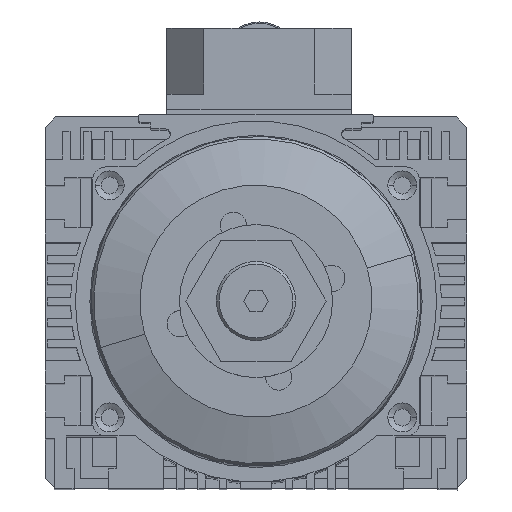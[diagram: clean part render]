
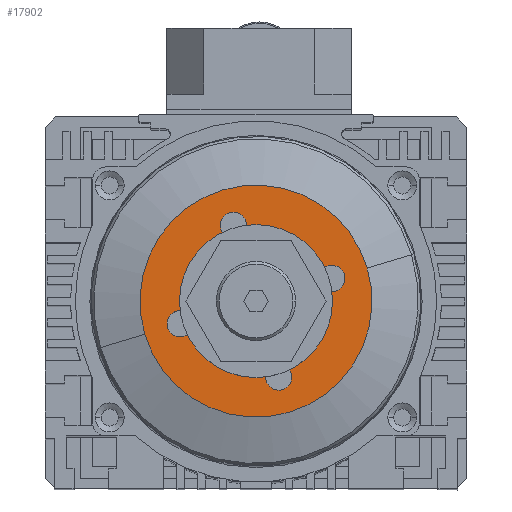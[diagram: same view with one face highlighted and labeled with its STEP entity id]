
A CAD part, top view. The second image highlights one B-rep face of the part: STEP entity #17902.
In plain terms, the highlighted face is planar.
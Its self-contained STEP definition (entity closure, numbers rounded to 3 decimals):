
#239 = CARTESIAN_POINT ( 'NONE',  ( 508.43, 483.069, -30. ) ) ;
#248 = CARTESIAN_POINT ( 'NONE',  ( 508.43, 483.069, 35. ) ) ;
#871 = CARTESIAN_POINT ( 'NONE',  ( 508.43, 483.069, -25. ) ) ;
#916 = FACE_BOUND ( 'NONE', #13505, .T. ) ;
#1043 = EDGE_CURVE ( 'NONE', #12307, #4045, #17744, .T. ) ;
#1391 = DIRECTION ( 'NONE',  ( 0., 0., -1. ) ) ;
#1445 = CARTESIAN_POINT ( 'NONE',  ( 508.43, 453.069, 0. ) ) ;
#1575 = AXIS2_PLACEMENT_3D ( 'NONE', #18384, #16989, #14107 ) ;
#1684 = AXIS2_PLACEMENT_3D ( 'NONE', #3180, #10508, #4737 ) ;
#1915 = CARTESIAN_POINT ( 'NONE',  ( 508.43, 483.069, 44. ) ) ;
#2305 = DIRECTION ( 'NONE',  ( 1., 0., 0. ) ) ;
#2407 = AXIS2_PLACEMENT_3D ( 'NONE', #18452, #6620, #18513 ) ;
#2431 = DIRECTION ( 'NONE',  ( 0., 0., -1. ) ) ;
#2523 = DIRECTION ( 'NONE',  ( 0., 0., 1. ) ) ;
#2531 = FACE_BOUND ( 'NONE', #4762, .T. ) ;
#2657 = DIRECTION ( 'NONE',  ( -1., 0., 0. ) ) ;
#2847 = DIRECTION ( 'NONE',  ( 0., 0., -1. ) ) ;
#2894 = CARTESIAN_POINT ( 'NONE',  ( 508.43, 453.069, -5. ) ) ;
#2970 = DIRECTION ( 'NONE',  ( 1., 0., 0. ) ) ;
#3180 = CARTESIAN_POINT ( 'NONE',  ( 508.43, 453.069, 0. ) ) ;
#3290 = EDGE_CURVE ( 'NONE', #6695, #4940, #16267, .T. ) ;
#3369 = EDGE_CURVE ( 'NONE', #4045, #12307, #18637, .T. ) ;
#3544 = ORIENTED_EDGE ( 'NONE', *, *, #11809, .F. ) ;
#3887 = CARTESIAN_POINT ( 'NONE',  ( 508.43, 527.069, 0. ) ) ;
#3912 = CIRCLE ( 'NONE', #13747, 44. ) ;
#3982 = CARTESIAN_POINT ( 'NONE',  ( 508.43, 453.069, 5. ) ) ;
#4030 = CIRCLE ( 'NONE', #1575, 5. ) ;
#4045 = VERTEX_POINT ( 'NONE', #2894 ) ;
#4225 = CARTESIAN_POINT ( 'NONE',  ( 508.43, 483.069, 25. ) ) ;
#4296 = AXIS2_PLACEMENT_3D ( 'NONE', #1445, #7327, #10250 ) ;
#4417 = CIRCLE ( 'NONE', #6016, 5. ) ;
#4606 = CIRCLE ( 'NONE', #15075, 5. ) ;
#4737 = DIRECTION ( 'NONE',  ( 0., 0., -1. ) ) ;
#4762 = EDGE_LOOP ( 'NONE', ( #13423, #3544 ) ) ;
#4940 = VERTEX_POINT ( 'NONE', #1915 ) ;
#5287 = FACE_BOUND ( 'NONE', #13598, .T. ) ;
#5619 = CARTESIAN_POINT ( 'NONE',  ( 508.43, 483.069, -44. ) ) ;
#5680 = CARTESIAN_POINT ( 'NONE',  ( 508.43, 483.069, -35. ) ) ;
#6016 = AXIS2_PLACEMENT_3D ( 'NONE', #239, #13514, #13378 ) ;
#6160 = EDGE_LOOP ( 'NONE', ( #12329, #17458 ) ) ;
#6298 = VERTEX_POINT ( 'NONE', #871 ) ;
#6331 = VERTEX_POINT ( 'NONE', #7527 ) ;
#6620 = DIRECTION ( 'NONE',  ( -1., 0., 0. ) ) ;
#6695 = VERTEX_POINT ( 'NONE', #5619 ) ;
#6711 = EDGE_CURVE ( 'NONE', #12060, #17016, #17567, .T. ) ;
#6776 = VERTEX_POINT ( 'NONE', #5680 ) ;
#7008 = ORIENTED_EDGE ( 'NONE', *, *, #3290, .F. ) ;
#7076 = EDGE_CURVE ( 'NONE', #4940, #6695, #3912, .T. ) ;
#7287 = CIRCLE ( 'NONE', #2407, 15.5 ) ;
#7327 = DIRECTION ( 'NONE',  ( 1., 0., 0. ) ) ;
#7527 = CARTESIAN_POINT ( 'NONE',  ( 508.43, 483.069, 15.5 ) ) ;
#7628 = ORIENTED_EDGE ( 'NONE', *, *, #3369, .F. ) ;
#7836 = CARTESIAN_POINT ( 'NONE',  ( 508.43, 483.069, 0. ) ) ;
#7922 = AXIS2_PLACEMENT_3D ( 'NONE', #3887, #14197, #2523 ) ;
#7988 = AXIS2_PLACEMENT_3D ( 'NONE', #13388, #19065, #1391 ) ;
#8075 = CARTESIAN_POINT ( 'NONE',  ( 508.43, 483.069, 30. ) ) ;
#8620 = CARTESIAN_POINT ( 'NONE',  ( 508.43, 483.069, 0. ) ) ;
#8717 = FACE_OUTER_BOUND ( 'NONE', #19118, .T. ) ;
#8847 = ORIENTED_EDGE ( 'NONE', *, *, #1043, .F. ) ;
#9171 = DIRECTION ( 'NONE',  ( -1., 0., 0. ) ) ;
#9181 = FACE_BOUND ( 'NONE', #14305, .T. ) ;
#9524 = EDGE_CURVE ( 'NONE', #6331, #18405, #7287, .T. ) ;
#9624 = CARTESIAN_POINT ( 'NONE',  ( 508.43, 483.069, -30. ) ) ;
#9879 = ORIENTED_EDGE ( 'NONE', *, *, #10474, .F. ) ;
#9963 = EDGE_CURVE ( 'NONE', #18405, #6331, #13336, .T. ) ;
#10250 = DIRECTION ( 'NONE',  ( 0., 0., -1. ) ) ;
#10428 = ORIENTED_EDGE ( 'NONE', *, *, #6711, .F. ) ;
#10474 = EDGE_CURVE ( 'NONE', #17016, #12060, #18684, .T. ) ;
#10508 = DIRECTION ( 'NONE',  ( 1., 0., 0. ) ) ;
#10671 = VERTEX_POINT ( 'NONE', #248 ) ;
#10849 = ORIENTED_EDGE ( 'NONE', *, *, #9963, .T. ) ;
#11478 = EDGE_CURVE ( 'NONE', #17348, #10671, #4030, .T. ) ;
#11541 = DIRECTION ( 'NONE',  ( 0., 0., 1. ) ) ;
#11809 = EDGE_CURVE ( 'NONE', #10671, #17348, #16733, .T. ) ;
#12060 = VERTEX_POINT ( 'NONE', #14279 ) ;
#12218 = FACE_BOUND ( 'NONE', #6160, .T. ) ;
#12245 = CARTESIAN_POINT ( 'NONE',  ( 508.43, 513.069, 5. ) ) ;
#12307 = VERTEX_POINT ( 'NONE', #3982 ) ;
#12329 = ORIENTED_EDGE ( 'NONE', *, *, #13991, .F. ) ;
#12383 = AXIS2_PLACEMENT_3D ( 'NONE', #14577, #2970, #2847 ) ;
#12447 = AXIS2_PLACEMENT_3D ( 'NONE', #8075, #15519, #13916 ) ;
#13121 = EDGE_CURVE ( 'NONE', #6298, #6776, #4417, .T. ) ;
#13336 = CIRCLE ( 'NONE', #14634, 15.5 ) ;
#13378 = DIRECTION ( 'NONE',  ( 0., 0., -1. ) ) ;
#13388 = CARTESIAN_POINT ( 'NONE',  ( 508.43, 513.069, 0. ) ) ;
#13423 = ORIENTED_EDGE ( 'NONE', *, *, #11478, .F. ) ;
#13505 = EDGE_LOOP ( 'NONE', ( #10849, #16330 ) ) ;
#13514 = DIRECTION ( 'NONE',  ( 1., 0., 0. ) ) ;
#13598 = EDGE_LOOP ( 'NONE', ( #7628, #8847 ) ) ;
#13729 = CARTESIAN_POINT ( 'NONE',  ( 508.43, 483.069, -15.5 ) ) ;
#13747 = AXIS2_PLACEMENT_3D ( 'NONE', #7836, #18206, #15282 ) ;
#13916 = DIRECTION ( 'NONE',  ( 0., 0., -1. ) ) ;
#13991 = EDGE_CURVE ( 'NONE', #6776, #6298, #4606, .T. ) ;
#14107 = DIRECTION ( 'NONE',  ( 0., 0., -1. ) ) ;
#14197 = DIRECTION ( 'NONE',  ( -1., 0., 0. ) ) ;
#14279 = CARTESIAN_POINT ( 'NONE',  ( 508.43, 513.069, -5. ) ) ;
#14305 = EDGE_LOOP ( 'NONE', ( #10428, #9879 ) ) ;
#14577 = CARTESIAN_POINT ( 'NONE',  ( 508.43, 513.069, 0. ) ) ;
#14634 = AXIS2_PLACEMENT_3D ( 'NONE', #16312, #9171, #15013 ) ;
#15013 = DIRECTION ( 'NONE',  ( 0., 0., 1. ) ) ;
#15075 = AXIS2_PLACEMENT_3D ( 'NONE', #9624, #2305, #2431 ) ;
#15282 = DIRECTION ( 'NONE',  ( 0., 0., 1. ) ) ;
#15519 = DIRECTION ( 'NONE',  ( 1., 0., 0. ) ) ;
#15621 = PLANE ( 'NONE',  #7922 ) ;
#15983 = ORIENTED_EDGE ( 'NONE', *, *, #7076, .F. ) ;
#16267 = CIRCLE ( 'NONE', #18586, 44. ) ;
#16312 = CARTESIAN_POINT ( 'NONE',  ( 508.43, 483.069, 0. ) ) ;
#16330 = ORIENTED_EDGE ( 'NONE', *, *, #9524, .T. ) ;
#16733 = CIRCLE ( 'NONE', #12447, 5. ) ;
#16989 = DIRECTION ( 'NONE',  ( 1., 0., 0. ) ) ;
#17016 = VERTEX_POINT ( 'NONE', #12245 ) ;
#17348 = VERTEX_POINT ( 'NONE', #4225 ) ;
#17458 = ORIENTED_EDGE ( 'NONE', *, *, #13121, .F. ) ;
#17567 = CIRCLE ( 'NONE', #12383, 5. ) ;
#17744 = CIRCLE ( 'NONE', #1684, 5. ) ;
#17902 = ADVANCED_FACE ( 'NONE', ( #9181, #12218, #2531, #5287, #8717, #916 ), #15621, .F. ) ;
#18206 = DIRECTION ( 'NONE',  ( -1., 0., 0. ) ) ;
#18384 = CARTESIAN_POINT ( 'NONE',  ( 508.43, 483.069, 30. ) ) ;
#18405 = VERTEX_POINT ( 'NONE', #13729 ) ;
#18452 = CARTESIAN_POINT ( 'NONE',  ( 508.43, 483.069, 0. ) ) ;
#18513 = DIRECTION ( 'NONE',  ( 0., 0., 1. ) ) ;
#18586 = AXIS2_PLACEMENT_3D ( 'NONE', #8620, #2657, #11541 ) ;
#18637 = CIRCLE ( 'NONE', #4296, 5. ) ;
#18684 = CIRCLE ( 'NONE', #7988, 5. ) ;
#19065 = DIRECTION ( 'NONE',  ( 1., 0., 0. ) ) ;
#19118 = EDGE_LOOP ( 'NONE', ( #15983, #7008 ) ) ;
